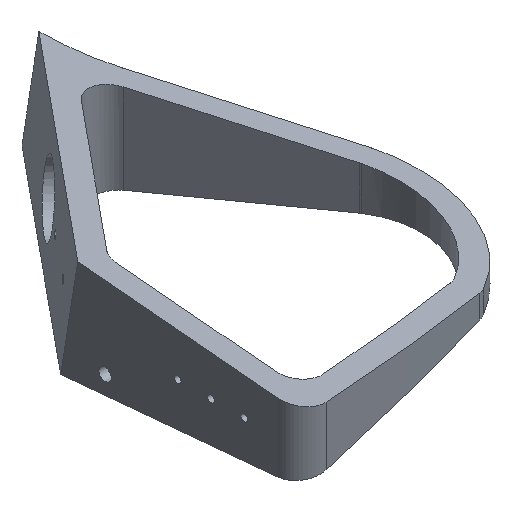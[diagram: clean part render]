
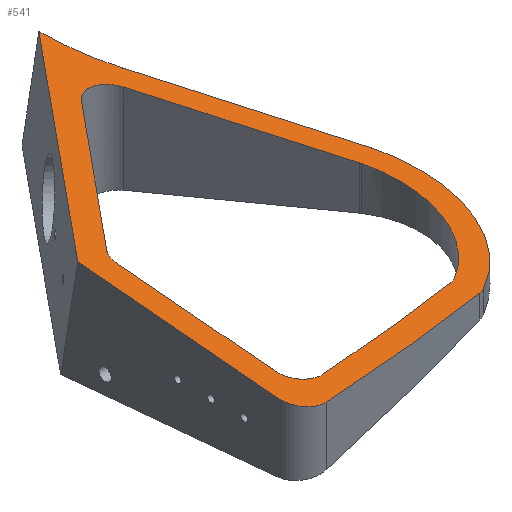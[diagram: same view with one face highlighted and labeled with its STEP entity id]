
A CAD part, isometric view. The second image highlights one B-rep face of the part: STEP entity #541.
In plain terms, the highlighted planar face has unit normal (0.109, -0.09, 0.99).
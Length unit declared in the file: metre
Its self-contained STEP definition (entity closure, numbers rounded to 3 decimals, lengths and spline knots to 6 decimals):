
#12=ELLIPSE('',#586,0.051391,0.050873);
#14=ELLIPSE('',#591,0.061492,0.060873);
#16=ELLIPSE('',#594,0.010102,0.01);
#18=ELLIPSE('',#597,0.010102,0.01);
#20=ELLIPSE('',#600,0.092003,0.091077);
#21=ELLIPSE('',#601,0.010102,0.01);
#22=ELLIPSE('',#602,0.010102,0.01);
#23=ELLIPSE('',#603,0.010102,0.01);
#24=ELLIPSE('',#604,0.010102,0.01);
#25=ELLIPSE('',#605,0.010102,0.01);
#36=B_SPLINE_CURVE_WITH_KNOTS('',3,(#855,#856,#857,#858,#859),
 .UNSPECIFIED.,.F.,.F.,(4,1,4),(0.001574,0.038105,0.074637),
 .UNSPECIFIED.);
#38=B_SPLINE_CURVE_WITH_KNOTS('',3,(#918,#919,#920,#921,#922),
 .UNSPECIFIED.,.F.,.F.,(4,1,4),(0.448754,0.492393,0.536031),
 .UNSPECIFIED.);
#44=LINE('',#825,#73);
#48=LINE('',#842,#77);
#56=LINE('',#886,#85);
#59=LINE('',#893,#88);
#66=LINE('',#940,#95);
#67=LINE('',#942,#96);
#73=VECTOR('',#658,1.);
#77=VECTOR('',#672,1.);
#85=VECTOR('',#688,1.);
#88=VECTOR('',#693,1.);
#95=VECTOR('',#722,1.);
#96=VECTOR('',#723,1.);
#104=PLANE('',#599);
#159=ORIENTED_EDGE('',*,*,#298,.F.);
#160=ORIENTED_EDGE('',*,*,#299,.T.);
#161=ORIENTED_EDGE('',*,*,#300,.T.);
#162=ORIENTED_EDGE('',*,*,#295,.T.);
#163=ORIENTED_EDGE('',*,*,#292,.F.);
#164=ORIENTED_EDGE('',*,*,#289,.T.);
#165=ORIENTED_EDGE('',*,*,#286,.T.);
#166=ORIENTED_EDGE('',*,*,#283,.F.);
#167=ORIENTED_EDGE('',*,*,#260,.F.);
#168=ORIENTED_EDGE('',*,*,#301,.T.);
#169=ORIENTED_EDGE('',*,*,#280,.T.);
#170=ORIENTED_EDGE('',*,*,#302,.T.);
#171=ORIENTED_EDGE('',*,*,#274,.F.);
#172=ORIENTED_EDGE('',*,*,#303,.T.);
#173=ORIENTED_EDGE('',*,*,#270,.T.);
#174=ORIENTED_EDGE('',*,*,#304,.T.);
#175=ORIENTED_EDGE('',*,*,#268,.F.);
#176=ORIENTED_EDGE('',*,*,#305,.T.);
#260=EDGE_CURVE('',#332,#333,#44,.T.);
#268=EDGE_CURVE('',#340,#341,#48,.T.);
#270=EDGE_CURVE('',#342,#343,#36,.T.);
#274=EDGE_CURVE('',#346,#347,#12,.T.);
#280=EDGE_CURVE('',#353,#352,#56,.T.);
#283=EDGE_CURVE('',#354,#356,#59,.T.);
#286=EDGE_CURVE('',#358,#356,#14,.T.);
#289=EDGE_CURVE('',#360,#358,#16,.T.);
#292=EDGE_CURVE('',#360,#362,#38,.T.);
#295=EDGE_CURVE('',#364,#362,#18,.T.);
#298=EDGE_CURVE('',#366,#354,#20,.T.);
#299=EDGE_CURVE('',#366,#367,#66,.T.);
#300=EDGE_CURVE('',#367,#364,#67,.T.);
#301=EDGE_CURVE('',#332,#353,#21,.F.);
#302=EDGE_CURVE('',#352,#347,#22,.F.);
#303=EDGE_CURVE('',#346,#342,#23,.F.);
#304=EDGE_CURVE('',#343,#341,#24,.F.);
#305=EDGE_CURVE('',#340,#333,#25,.F.);
#332=VERTEX_POINT('',#824);
#333=VERTEX_POINT('',#826);
#340=VERTEX_POINT('',#841);
#341=VERTEX_POINT('',#843);
#342=VERTEX_POINT('',#860);
#343=VERTEX_POINT('',#861);
#346=VERTEX_POINT('',#873);
#347=VERTEX_POINT('',#874);
#352=VERTEX_POINT('',#885);
#353=VERTEX_POINT('',#887);
#354=VERTEX_POINT('',#891);
#356=VERTEX_POINT('',#894);
#358=VERTEX_POINT('',#900);
#360=VERTEX_POINT('',#906);
#362=VERTEX_POINT('',#923);
#364=VERTEX_POINT('',#933);
#366=VERTEX_POINT('',#939);
#367=VERTEX_POINT('',#941);
#414=EDGE_LOOP('',(#159,#160,#161,#162,#163,#164,#165,#166));
#415=EDGE_LOOP('',(#167,#168,#169,#170,#171,#172,#173,#174,#175,#176));
#472=FACE_BOUND('',#414,.T.);
#473=FACE_BOUND('',#415,.T.);
#541=ADVANCED_FACE('',(#472,#473),#104,.T.);
#586=AXIS2_PLACEMENT_3D('',#872,#678,#679);
#591=AXIS2_PLACEMENT_3D('',#899,#698,#699);
#594=AXIS2_PLACEMENT_3D('',#905,#705,#706);
#597=AXIS2_PLACEMENT_3D('',#932,#713,#714);
#599=AXIS2_PLACEMENT_3D('',#937,#718,#719);
#600=AXIS2_PLACEMENT_3D('',#938,#720,#721);
#601=AXIS2_PLACEMENT_3D('',#943,#724,#725);
#602=AXIS2_PLACEMENT_3D('',#944,#726,#727);
#603=AXIS2_PLACEMENT_3D('',#945,#728,#729);
#604=AXIS2_PLACEMENT_3D('',#946,#730,#731);
#605=AXIS2_PLACEMENT_3D('',#947,#732,#733);
#658=DIRECTION('',(-0.635,-0.772,0.));
#672=DIRECTION('',(0.,-0.996,-0.09));
#678=DIRECTION('',(0.109,-0.09,0.99));
#679=DIRECTION('',(-0.765,0.629,0.142));
#688=DIRECTION('',(0.421,-0.898,-0.128));
#693=DIRECTION('',(0.421,-0.898,-0.128));
#698=DIRECTION('',(0.109,-0.09,0.99));
#699=DIRECTION('',(0.765,-0.629,-0.142));
#705=DIRECTION('',(0.109,-0.09,0.99));
#706=DIRECTION('',(0.765,-0.629,-0.142));
#713=DIRECTION('',(0.109,-0.09,0.99));
#714=DIRECTION('',(0.765,-0.629,-0.142));
#718=DIRECTION('',(0.109,-0.09,0.99));
#719=DIRECTION('',(0.994,0.,-0.11));
#720=DIRECTION('',(0.109,-0.09,0.99));
#721=DIRECTION('',(0.765,-0.629,-0.142));
#722=DIRECTION('',(-0.635,-0.772,0.));
#723=DIRECTION('',(0.,-0.996,-0.09));
#724=DIRECTION('',(0.109,-0.09,0.99));
#725=DIRECTION('',(-0.765,0.629,0.142));
#726=DIRECTION('',(0.109,-0.09,0.99));
#727=DIRECTION('',(-0.765,0.629,0.142));
#728=DIRECTION('',(0.109,-0.09,0.99));
#729=DIRECTION('',(-0.765,0.629,0.142));
#730=DIRECTION('',(0.109,-0.09,0.99));
#731=DIRECTION('',(-0.765,0.629,0.142));
#732=DIRECTION('',(0.109,-0.09,0.99));
#733=DIRECTION('',(0.765,-0.629,-0.142));
#824=CARTESIAN_POINT('',(0.125741,-0.173384,0.045921));
#825=CARTESIAN_POINT('',(0.044321,-0.272429,0.045921));
#826=CARTESIAN_POINT('',(0.072775,-0.237815,0.045921));
#841=CARTESIAN_POINT('',(0.0705,-0.244165,0.045596));
#842=CARTESIAN_POINT('',(0.0705,-0.236311,0.046309));
#843=CARTESIAN_POINT('',(0.0705,-0.316193,0.039056));
#855=CARTESIAN_POINT('',(0.153561,-0.312449,0.030223));
#856=CARTESIAN_POINT('',(0.141742,-0.315191,0.031279));
#857=CARTESIAN_POINT('',(0.117964,-0.320006,0.033468));
#858=CARTESIAN_POINT('',(0.094066,-0.324127,0.035733));
#859=CARTESIAN_POINT('',(0.082098,-0.326064,0.036879));
#860=CARTESIAN_POINT('',(0.153561,-0.312449,0.030223));
#861=CARTESIAN_POINT('',(0.082098,-0.326064,0.036879));
#872=CARTESIAN_POINT('',(0.129737,-0.267986,0.036891));
#873=CARTESIAN_POINT('',(0.156577,-0.311203,0.030003));
#874=CARTESIAN_POINT('',(0.176833,-0.248748,0.033436));
#885=CARTESIAN_POINT('',(0.176631,-0.248287,0.0335));
#886=CARTESIAN_POINT('',(0.140205,-0.170549,0.044581));
#887=CARTESIAN_POINT('',(0.142521,-0.175492,0.043877));
#891=CARTESIAN_POINT('',(0.14991,-0.167694,0.043768));
#893=CARTESIAN_POINT('',(0.184047,-0.240546,0.033384));
#894=CARTESIAN_POINT('',(0.185879,-0.244455,0.032827));
#899=CARTESIAN_POINT('',(0.129737,-0.267986,0.036891));
#900=CARTESIAN_POINT('',(0.160071,-0.320763,0.028749));
#905=CARTESIAN_POINT('',(0.155088,-0.312093,0.030086));
#906=CARTESIAN_POINT('',(0.157373,-0.321828,0.02895));
#918=CARTESIAN_POINT('',(0.157373,-0.321828,0.02895));
#919=CARTESIAN_POINT('',(0.143264,-0.32514,0.030208));
#920=CARTESIAN_POINT('',(0.114879,-0.330803,0.032828));
#921=CARTESIAN_POINT('',(0.086335,-0.335563,0.035549));
#922=CARTESIAN_POINT('',(0.072035,-0.337785,0.036926));
#923=CARTESIAN_POINT('',(0.072035,-0.337785,0.036926));
#932=CARTESIAN_POINT('',(0.0705,-0.327904,0.037993));
#933=CARTESIAN_POINT('',(0.0605,-0.327904,0.039098));
#937=CARTESIAN_POINT('',(0.001223,-0.237,0.053898));
#938=CARTESIAN_POINT('',(0.232382,-0.12905,0.038168));
#939=CARTESIAN_POINT('',(0.141761,-0.138149,0.047351));
#940=CARTESIAN_POINT('',(0.036596,-0.266079,0.047351));
#941=CARTESIAN_POINT('',(0.0605,-0.237,0.047351));
#942=CARTESIAN_POINT('',(0.0605,-0.23641,0.047404));
#943=CARTESIAN_POINT('',(0.133466,-0.179735,0.044491));
#944=CARTESIAN_POINT('',(0.167576,-0.25253,0.034115));
#945=CARTESIAN_POINT('',(0.151301,-0.302708,0.031357));
#946=CARTESIAN_POINT('',(0.0805,-0.316193,0.037952));
#947=CARTESIAN_POINT('',(0.0805,-0.244165,0.044491));
